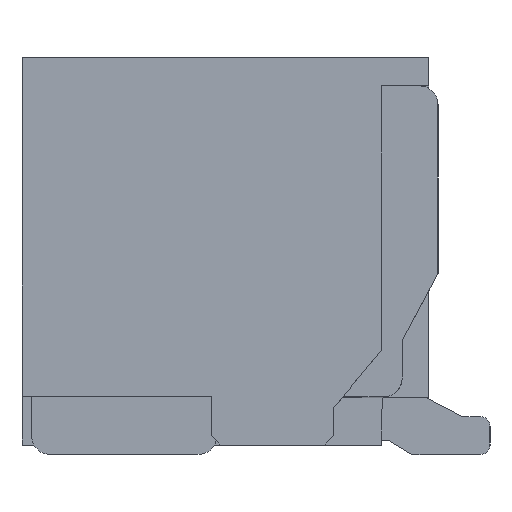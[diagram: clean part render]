
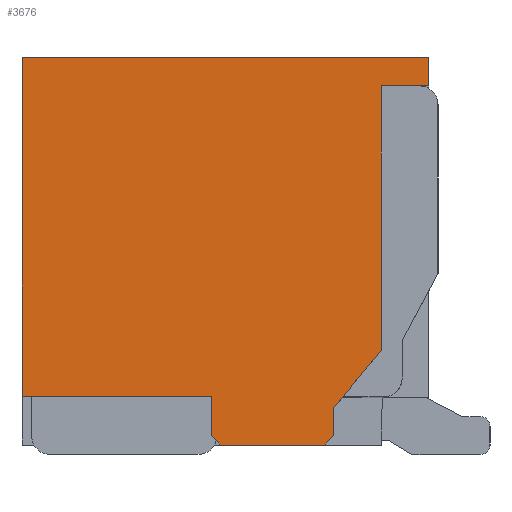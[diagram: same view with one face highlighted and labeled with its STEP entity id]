
A CAD part, left-side view. The second image highlights one B-rep face of the part: STEP entity #3676.
In plain terms, the highlighted planar face has unit normal (-1, 0, 0).
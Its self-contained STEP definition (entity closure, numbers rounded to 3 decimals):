
#22 = VECTOR ( 'NONE', #4925, 1000. ) ;
#124 = CARTESIAN_POINT ( 'NONE',  ( -6.625, -2.15, 4.1 ) ) ;
#169 = DIRECTION ( 'NONE',  ( 0., 0., -1. ) ) ;
#194 = VERTEX_POINT ( 'NONE', #331 ) ;
#331 = CARTESIAN_POINT ( 'NONE',  ( -6.625, 2.15, 0.516 ) ) ;
#358 = LINE ( 'NONE', #4973, #1902 ) ;
#459 = LINE ( 'NONE', #6952, #22 ) ;
#596 = DIRECTION ( 'NONE',  ( 0., -0.707, 0.707 ) ) ;
#620 = CARTESIAN_POINT ( 'NONE',  ( -6.625, -2.15, 0. ) ) ;
#641 = ORIENTED_EDGE ( 'NONE', *, *, #13618, .F. ) ;
#768 = VERTEX_POINT ( 'NONE', #4551 ) ;
#929 = LINE ( 'NONE', #9829, #10462 ) ;
#936 = VERTEX_POINT ( 'NONE', #11391 ) ;
#972 = ORIENTED_EDGE ( 'NONE', *, *, #6011, .F. ) ;
#1246 = CARTESIAN_POINT ( 'NONE',  ( -6.625, -1.05, 0. ) ) ;
#1592 = CARTESIAN_POINT ( 'NONE',  ( -6.625, 2.15, 4.1 ) ) ;
#1598 = EDGE_CURVE ( 'NONE', #5908, #13010, #14323, .T. ) ;
#1659 = VERTEX_POINT ( 'NONE', #14389 ) ;
#1902 = VECTOR ( 'NONE', #9399, 1000. ) ;
#2407 = VERTEX_POINT ( 'NONE', #14399 ) ;
#2884 = AXIS2_PLACEMENT_3D ( 'NONE', #124, #13464, #4523 ) ;
#2985 = ORIENTED_EDGE ( 'NONE', *, *, #1598, .F. ) ;
#3291 = LINE ( 'NONE', #12187, #9904 ) ;
#3327 = CARTESIAN_POINT ( 'NONE',  ( -6.625, -1.65, 1. ) ) ;
#3676 = ADVANCED_FACE ( 'NONE', ( #6843 ), #14413, .F. ) ;
#4147 = CARTESIAN_POINT ( 'NONE',  ( -6.625, -1.15, 0.4 ) ) ;
#4273 = ORIENTED_EDGE ( 'NONE', *, *, #8572, .T. ) ;
#4361 = DIRECTION ( 'NONE',  ( 0., -1., 0. ) ) ;
#4479 = VECTOR ( 'NONE', #7313, 1000. ) ;
#4523 = DIRECTION ( 'NONE',  ( 0., 0., -1. ) ) ;
#4551 = CARTESIAN_POINT ( 'NONE',  ( -6.625, 0.15, 0.1 ) ) ;
#4820 = EDGE_CURVE ( 'NONE', #768, #936, #3291, .T. ) ;
#4925 = DIRECTION ( 'NONE',  ( 0., 0., -1. ) ) ;
#4973 = CARTESIAN_POINT ( 'NONE',  ( -6.625, 0.15, 0. ) ) ;
#5054 = VECTOR ( 'NONE', #8836, 1000. ) ;
#5079 = EDGE_CURVE ( 'NONE', #2407, #194, #929, .T. ) ;
#5116 = VECTOR ( 'NONE', #169, 1000. ) ;
#5244 = CARTESIAN_POINT ( 'NONE',  ( -6.625, -1.15, 0.1 ) ) ;
#5335 = VERTEX_POINT ( 'NONE', #5244 ) ;
#5425 = ORIENTED_EDGE ( 'NONE', *, *, #8275, .T. ) ;
#5908 = VERTEX_POINT ( 'NONE', #8391 ) ;
#5995 = EDGE_LOOP ( 'NONE', ( #9687, #13833, #5425, #4273, #10618, #11948, #2985, #10049, #972, #641, #10218, #10592 ) ) ;
#6011 = EDGE_CURVE ( 'NONE', #9416, #1659, #6792, .T. ) ;
#6014 = CARTESIAN_POINT ( 'NONE',  ( -6.625, -1.65, 1. ) ) ;
#6078 = CARTESIAN_POINT ( 'NONE',  ( -6.625, 2.15, 4.1 ) ) ;
#6236 = VERTEX_POINT ( 'NONE', #4147 ) ;
#6375 = CARTESIAN_POINT ( 'NONE',  ( -6.625, -1.65, 3.8 ) ) ;
#6568 = DIRECTION ( 'NONE',  ( 0., -0.707, -0.707 ) ) ;
#6792 = LINE ( 'NONE', #13492, #5054 ) ;
#6843 = FACE_OUTER_BOUND ( 'NONE', #5995, .T. ) ;
#6952 = CARTESIAN_POINT ( 'NONE',  ( -6.625, -1.15, 0. ) ) ;
#7220 = CARTESIAN_POINT ( 'NONE',  ( -6.625, -1.05, 0. ) ) ;
#7313 = DIRECTION ( 'NONE',  ( 0., -1., 0. ) ) ;
#7932 = VECTOR ( 'NONE', #13689, 1000. ) ;
#8275 = EDGE_CURVE ( 'NONE', #936, #10683, #10677, .T. ) ;
#8391 = CARTESIAN_POINT ( 'NONE',  ( -6.625, -1.65, 3.8 ) ) ;
#8483 = VERTEX_POINT ( 'NONE', #6078 ) ;
#8547 = LINE ( 'NONE', #6375, #14009 ) ;
#8572 = EDGE_CURVE ( 'NONE', #10683, #5335, #12758, .T. ) ;
#8836 = DIRECTION ( 'NONE',  ( 0., 0., -1. ) ) ;
#9222 = EDGE_CURVE ( 'NONE', #6236, #5335, #459, .T. ) ;
#9264 = LINE ( 'NONE', #1592, #7932 ) ;
#9399 = DIRECTION ( 'NONE',  ( 0., 0., 1. ) ) ;
#9416 = VERTEX_POINT ( 'NONE', #13271 ) ;
#9532 = DIRECTION ( 'NONE',  ( 0., 1., 0. ) ) ;
#9687 = ORIENTED_EDGE ( 'NONE', *, *, #11030, .F. ) ;
#9824 = VECTOR ( 'NONE', #596, 1000. ) ;
#9829 = CARTESIAN_POINT ( 'NONE',  ( -6.625, 2.15, 0.516 ) ) ;
#9904 = VECTOR ( 'NONE', #6568, 1000. ) ;
#10049 = ORIENTED_EDGE ( 'NONE', *, *, #11240, .F. ) ;
#10218 = ORIENTED_EDGE ( 'NONE', *, *, #11518, .T. ) ;
#10462 = VECTOR ( 'NONE', #9532, 1000. ) ;
#10592 = ORIENTED_EDGE ( 'NONE', *, *, #5079, .F. ) ;
#10618 = ORIENTED_EDGE ( 'NONE', *, *, #9222, .F. ) ;
#10677 = LINE ( 'NONE', #620, #4479 ) ;
#10683 = VERTEX_POINT ( 'NONE', #1246 ) ;
#10920 = LINE ( 'NONE', #11073, #11930 ) ;
#11030 = EDGE_CURVE ( 'NONE', #768, #2407, #358, .T. ) ;
#11073 = CARTESIAN_POINT ( 'NONE',  ( -6.625, -2.15, 4.1 ) ) ;
#11098 = LINE ( 'NONE', #12253, #13287 ) ;
#11175 = DIRECTION ( 'NONE',  ( 0., 0.64, -0.768 ) ) ;
#11240 = EDGE_CURVE ( 'NONE', #1659, #5908, #8547, .T. ) ;
#11391 = CARTESIAN_POINT ( 'NONE',  ( -6.625, 0.05, 0. ) ) ;
#11518 = EDGE_CURVE ( 'NONE', #8483, #194, #9264, .T. ) ;
#11930 = VECTOR ( 'NONE', #4361, 1000. ) ;
#11948 = ORIENTED_EDGE ( 'NONE', *, *, #12314, .F. ) ;
#12187 = CARTESIAN_POINT ( 'NONE',  ( -6.625, 0.15, 0.1 ) ) ;
#12253 = CARTESIAN_POINT ( 'NONE',  ( -6.625, -1.15, 0.4 ) ) ;
#12314 = EDGE_CURVE ( 'NONE', #13010, #6236, #11098, .T. ) ;
#12417 = DIRECTION ( 'NONE',  ( 0., 1., 0. ) ) ;
#12758 = LINE ( 'NONE', #7220, #9824 ) ;
#13010 = VERTEX_POINT ( 'NONE', #6014 ) ;
#13271 = CARTESIAN_POINT ( 'NONE',  ( -6.625, -2.15, 4.1 ) ) ;
#13287 = VECTOR ( 'NONE', #11175, 1000. ) ;
#13464 = DIRECTION ( 'NONE',  ( 1., 0., 0. ) ) ;
#13492 = CARTESIAN_POINT ( 'NONE',  ( -6.625, -2.15, 4.1 ) ) ;
#13618 = EDGE_CURVE ( 'NONE', #8483, #9416, #10920, .T. ) ;
#13689 = DIRECTION ( 'NONE',  ( 0., 0., -1. ) ) ;
#13833 = ORIENTED_EDGE ( 'NONE', *, *, #4820, .T. ) ;
#14009 = VECTOR ( 'NONE', #12417, 1000. ) ;
#14323 = LINE ( 'NONE', #3327, #5116 ) ;
#14389 = CARTESIAN_POINT ( 'NONE',  ( -6.625, -2.15, 3.8 ) ) ;
#14399 = CARTESIAN_POINT ( 'NONE',  ( -6.625, 0.15, 0.516 ) ) ;
#14413 = PLANE ( 'NONE',  #2884 ) ;
